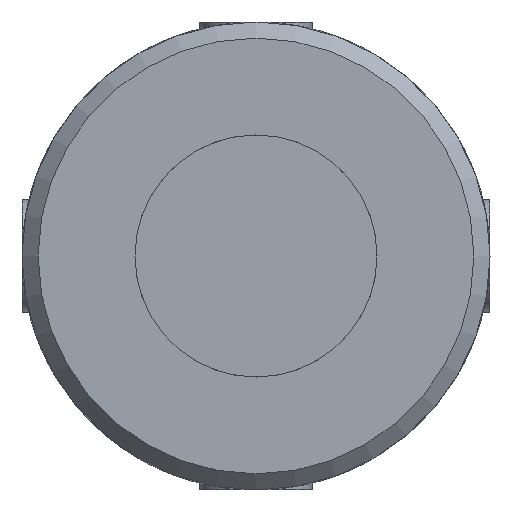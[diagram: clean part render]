
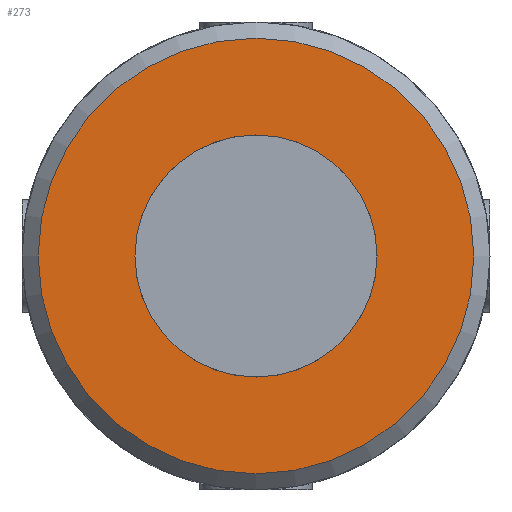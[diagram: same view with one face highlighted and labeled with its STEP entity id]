
A CAD part, left-side view. The second image highlights one B-rep face of the part: STEP entity #273.
In plain terms, the highlighted planar face has unit normal (-1, 0, 0).
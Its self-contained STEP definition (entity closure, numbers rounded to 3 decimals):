
#273 = ADVANCED_FACE( '', ( #527, #528 ), #529, .T. );
#527 = FACE_BOUND( '', #771, .T. );
#528 = FACE_OUTER_BOUND( '', #772, .T. );
#529 = PLANE( '', #773 );
#771 = EDGE_LOOP( '', ( #1237 ) );
#772 = EDGE_LOOP( '', ( #1238 ) );
#773 = AXIS2_PLACEMENT_3D( '', #1239, #1240, #1241 );
#1237 = ORIENTED_EDGE( '', *, *, #1570, .T. );
#1238 = ORIENTED_EDGE( '', *, *, #1532, .F. );
#1239 = CARTESIAN_POINT( '', ( 0., 27., 0. ) );
#1240 = DIRECTION( '', ( -1., 0., 0. ) );
#1241 = DIRECTION( '', ( 0., 0., 1. ) );
#1532 = EDGE_CURVE( '', #1819, #1819, #1820, .T. );
#1570 = EDGE_CURVE( '', #1867, #1867, #1868, .T. );
#1819 = VERTEX_POINT( '', #3134 );
#1820 = CIRCLE( '', #3135, 27. );
#1867 = VERTEX_POINT( '', #3352 );
#1868 = CIRCLE( '', #3353, 15. );
#3134 = CARTESIAN_POINT( '', ( 0., 0., -27. ) );
#3135 = AXIS2_PLACEMENT_3D( '', #3538, #3539, #3540 );
#3352 = CARTESIAN_POINT( '', ( 0., 0., -15. ) );
#3353 = AXIS2_PLACEMENT_3D( '', #3568, #3569, #3570 );
#3538 = CARTESIAN_POINT( '', ( 0., 0., 0. ) );
#3539 = DIRECTION( '', ( 1., 0., 0. ) );
#3540 = DIRECTION( '', ( 0., 0., -1. ) );
#3568 = CARTESIAN_POINT( '', ( 0., 0., 0. ) );
#3569 = DIRECTION( '', ( 1., 0., 0. ) );
#3570 = DIRECTION( '', ( 0., 0., -1. ) );
